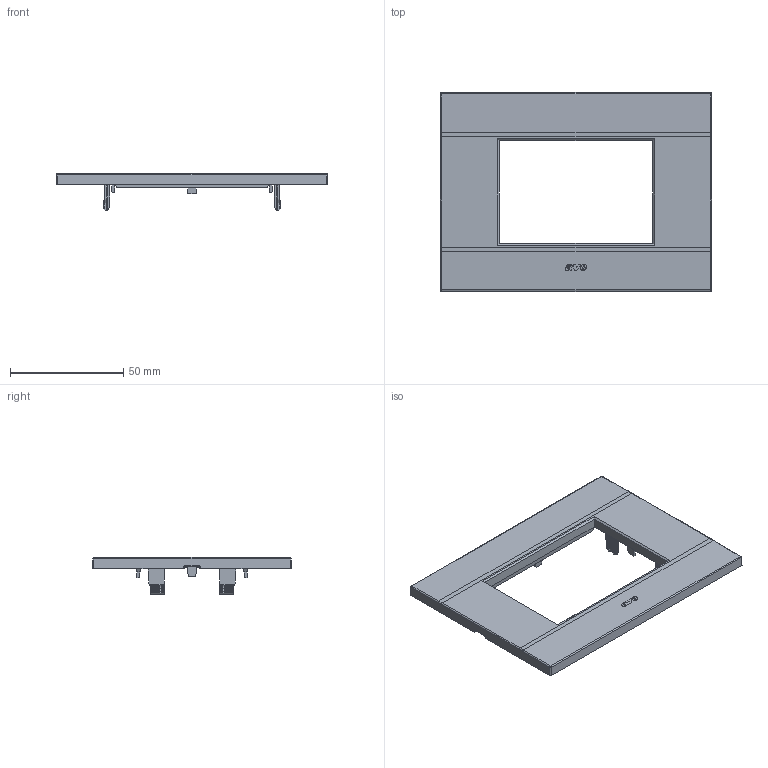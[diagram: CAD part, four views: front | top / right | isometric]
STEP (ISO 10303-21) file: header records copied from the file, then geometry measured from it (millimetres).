
FILE_DESCRIPTION(('CATIA V5 STEP Exchange'),'2;1');
FILE_NAME('44PSME3BO.stp','2024-03-14T07:37:30+00:00',('none'),('none'),'CATIA Version 5-6 Release 2016 SP6','CATIA V5 STEP AP203','none');
FILE_SCHEMA(('CONFIG_CONTROL_DESIGN'));
Products named in the file (1): DR8225@
Bounding box: 120 x 88 x 16.6 mm (x, y, z)
Volume: 17923.2 mm3; surface area: 21175.2 mm2
Topology: 1 solids, 1 shells, 1684 faces, 4634 edges, 2976 vertices
Faces by surface type: plane 1267, cylinder 299, sphere 52, extrusion 38, bspline 28
Entity records: 52313 total; most frequent: CARTESIAN_POINT 14949, ORIENTED_EDGE 9164, DIRECTION 5350, EDGE_CURVE 4582, VERTEX_POINT 2976, VECTOR 2504, LINE 2466, B_SPLINE_CURVE_WITH_KNOTS 1928
